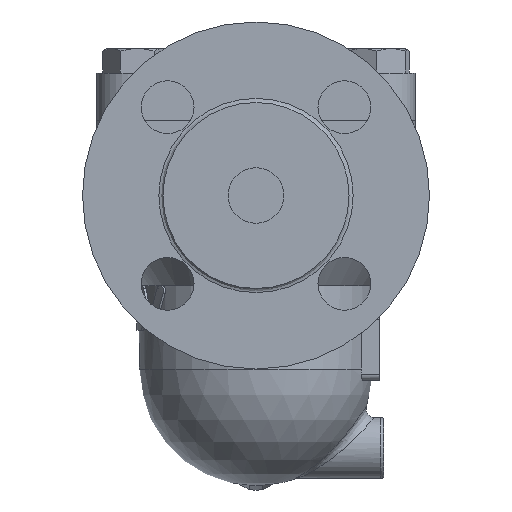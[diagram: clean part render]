
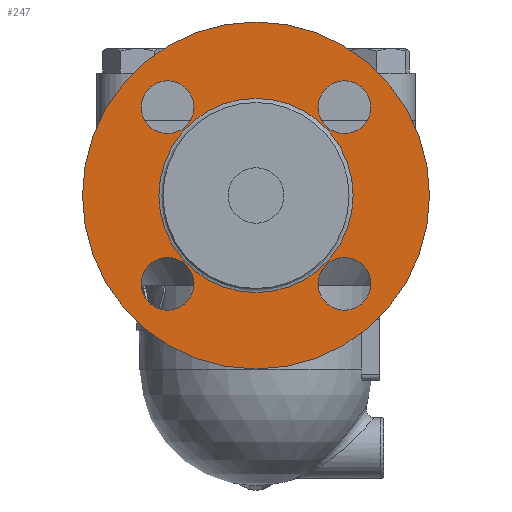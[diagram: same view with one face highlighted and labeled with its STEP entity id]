
A CAD part, left-side view. The second image highlights one B-rep face of the part: STEP entity #247.
In plain terms, the highlighted free-form (B-spline) face has degree [1, 1] with [2, 2] control points.
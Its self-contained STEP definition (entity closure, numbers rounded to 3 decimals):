
#161=CARTESIAN_POINT('',(-143.5,0.,-61.983));
#162=VERTEX_POINT('',#161);
#163=CARTESIAN_POINT('',(-143.5,0.0,-27.));
#164=DIRECTION('',(-1.0,0.0,0.0));
#165=DIRECTION('',(0.0,0.0,1.0));
#166=AXIS2_PLACEMENT_3D('',#163,#164,#165);
#167=CIRCLE('',#166,34.983);
#168=EDGE_CURVE('',#162,#162,#167,.T.);
#184=CARTESIAN_POINT('',(-143.5,62.5,35.5));
#185=CARTESIAN_POINT('',(-143.5,62.5,-89.5));
#186=CARTESIAN_POINT('',(-143.5,-62.5,35.5));
#187=CARTESIAN_POINT('',(-143.5,-62.5,-89.5));
#188=B_SPLINE_SURFACE_WITH_KNOTS('',1,1,((#184,#186),(#185,#187)),.UNSPECIFIED.,.F.,.F.,.U.,(2,2),(2,2),(0.0,125.0),(0.0,125.),.UNSPECIFIED.);
#189=CARTESIAN_POINT('',(-143.5,0.0,35.5));
#190=VERTEX_POINT('',#189);
#191=CARTESIAN_POINT('',(-143.5,0.0,-27.));
#192=DIRECTION('',(-1.0,0.0,0.0));
#193=DIRECTION('',(0.0,0.0,1.0));
#194=AXIS2_PLACEMENT_3D('',#191,#192,#193);
#195=CIRCLE('',#194,62.5);
#196=EDGE_CURVE('',#190,#190,#195,.T.);
#197=ORIENTED_EDGE('',*,*,#196,.T.);
#198=EDGE_LOOP('',(#197));
#199=FACE_OUTER_BOUND('',#198,.T.);
#200=CARTESIAN_POINT('',(-143.5,31.82,-4.68));
#201=VERTEX_POINT('',#200);
#202=CARTESIAN_POINT('',(-143.5,31.82,4.82));
#203=DIRECTION('',(1.0,0.0,0.0));
#204=DIRECTION('',(0.0,0.0,-1.0));
#205=AXIS2_PLACEMENT_3D('',#202,#203,#204);
#206=CIRCLE('',#205,9.5);
#207=EDGE_CURVE('',#201,#201,#206,.T.);
#208=ORIENTED_EDGE('',*,*,#207,.T.);
#209=EDGE_LOOP('',(#208));
#210=FACE_BOUND('',#209,.T.);
#211=CARTESIAN_POINT('',(-143.5,22.32,-58.82));
#212=VERTEX_POINT('',#211);
#213=CARTESIAN_POINT('',(-143.5,31.82,-58.82));
#214=DIRECTION('',(1.0,0.0,0.0));
#215=DIRECTION('',(0.0,-1.0,0.0));
#216=AXIS2_PLACEMENT_3D('',#213,#214,#215);
#217=CIRCLE('',#216,9.5);
#218=EDGE_CURVE('',#212,#212,#217,.T.);
#219=ORIENTED_EDGE('',*,*,#218,.T.);
#220=EDGE_LOOP('',(#219));
#221=FACE_BOUND('',#220,.T.);
#222=CARTESIAN_POINT('',(-143.5,-31.82,-49.32));
#223=VERTEX_POINT('',#222);
#224=CARTESIAN_POINT('',(-143.5,-31.82,-58.82));
#225=DIRECTION('',(1.0,0.0,0.0));
#226=DIRECTION('',(0.0,0.0,1.0));
#227=AXIS2_PLACEMENT_3D('',#224,#225,#226);
#228=CIRCLE('',#227,9.5);
#229=EDGE_CURVE('',#223,#223,#228,.T.);
#230=ORIENTED_EDGE('',*,*,#229,.T.);
#231=EDGE_LOOP('',(#230));
#232=FACE_BOUND('',#231,.T.);
#233=CARTESIAN_POINT('',(-143.5,-22.32,4.82));
#234=VERTEX_POINT('',#233);
#235=CARTESIAN_POINT('',(-143.5,-31.82,4.82));
#236=DIRECTION('',(1.0,0.0,0.0));
#237=DIRECTION('',(0.0,1.0,0.0));
#238=AXIS2_PLACEMENT_3D('',#235,#236,#237);
#239=CIRCLE('',#238,9.5);
#240=EDGE_CURVE('',#234,#234,#239,.T.);
#241=ORIENTED_EDGE('',*,*,#240,.T.);
#242=EDGE_LOOP('',(#241));
#243=FACE_BOUND('',#242,.T.);
#244=ORIENTED_EDGE('',*,*,#168,.F.);
#245=EDGE_LOOP('',(#244));
#246=FACE_BOUND('',#245,.T.);
#247=ADVANCED_FACE('',(#199,#210,#221,#232,#243,#246),#188,.T.);
